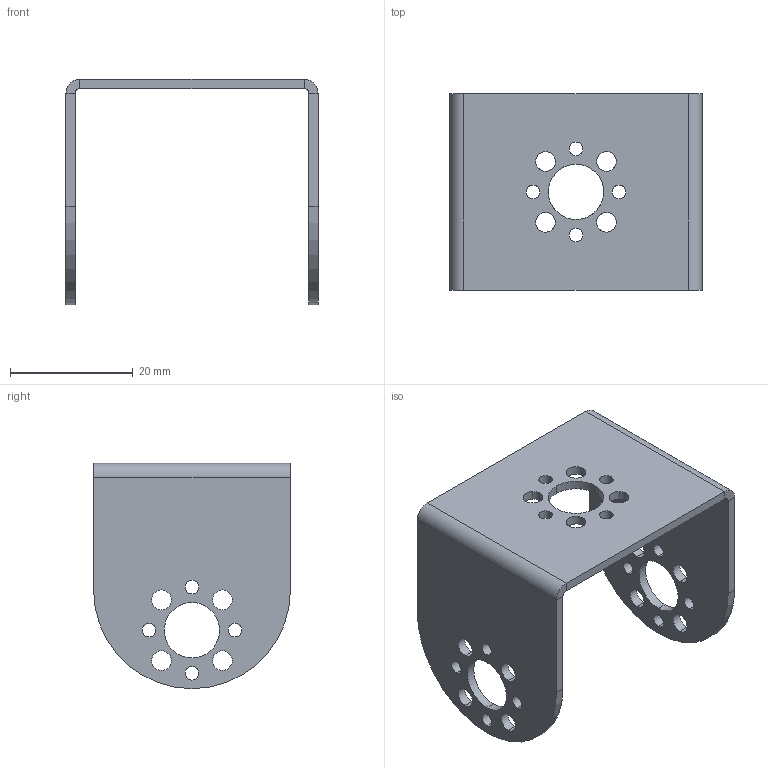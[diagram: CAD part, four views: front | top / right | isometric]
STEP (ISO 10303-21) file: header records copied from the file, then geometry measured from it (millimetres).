
FILE_DESCRIPTION (( 'STEP AP203' ), '1' );
FILE_NAME ('HX-08H U倰盓殤.STEP', '2022-05-31T10:15:10', ( '' ), ( '' ), 'SwSTEP 2.0', 'SolidWorks 2017', '' );
FILE_SCHEMA (( 'CONFIG_CONTROL_DESIGN' ));
Length unit declared in the file: millimetre
Products named in the file (1): HX-08H U倰盓殤
Bounding box: 41 x 32 x 36.63 mm (x, y, z)
Volume: 4449.5 mm3; surface area: 6750.2 mm2
Topology: 1 solids, 1 shells, 77 faces, 209 edges, 134 vertices
Faces by surface type: cylinder 51, plane 16, bspline 10
Entity records: 3560 total; most frequent: CARTESIAN_POINT 1429, ORIENTED_EDGE 418, DIRECTION 417, EDGE_CURVE 209, AXIS2_PLACEMENT_3D 170, VERTEX_POINT 134, EDGE_LOOP 131, CIRCLE 102
